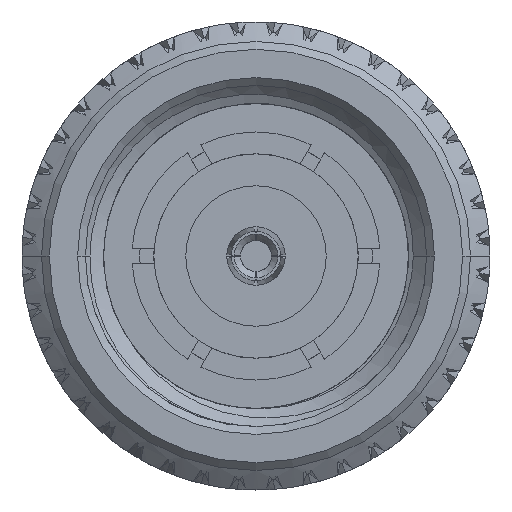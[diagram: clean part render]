
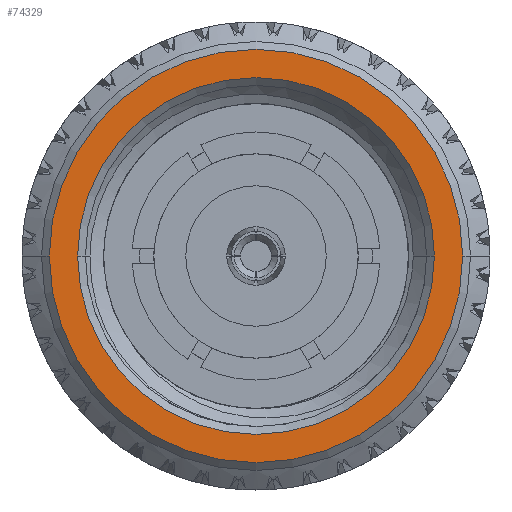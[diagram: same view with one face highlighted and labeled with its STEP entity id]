
A CAD part, left-side view. The second image highlights one B-rep face of the part: STEP entity #74329.
In plain terms, the highlighted planar face has unit normal (-1, 0, 0).
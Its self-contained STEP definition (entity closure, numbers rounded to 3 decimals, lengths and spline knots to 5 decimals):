
#95 = DIRECTION ( 'NONE',  ( 0., 1., 0. ) ) ;
#834 = CARTESIAN_POINT ( 'NONE',  ( 0., -0.265, 0. ) ) ;
#7187 = DIRECTION ( 'NONE',  ( -1., 0., 0. ) ) ;
#7490 = CARTESIAN_POINT ( 'NONE',  ( 0., 0., 0. ) ) ;
#8007 = DIRECTION ( 'NONE',  ( -1., 0., 0. ) ) ;
#10361 = VERTEX_POINT ( 'NONE', #95649 ) ;
#10405 = CARTESIAN_POINT ( 'NONE',  ( 0., 0.275, 0. ) ) ;
#10902 = AXIS2_PLACEMENT_3D ( 'NONE', #73344, #7187, #22950 ) ;
#12011 = EDGE_CURVE ( 'NONE', #35656, #10361, #31949, .T. ) ;
#12716 = ORIENTED_EDGE ( 'NONE', *, *, #81673, .T. ) ;
#12825 = AXIS2_PLACEMENT_3D ( 'NONE', #7490, #8007, #98097 ) ;
#14870 = CARTESIAN_POINT ( 'NONE',  ( 0., 0., 0. ) ) ;
#16283 = VERTEX_POINT ( 'NONE', #834 ) ;
#18064 = ORIENTED_EDGE ( 'NONE', *, *, #98758, .T. ) ;
#22950 = DIRECTION ( 'NONE',  ( 0., 1., 0. ) ) ;
#26699 = PLANE ( 'NONE',  #45560 ) ;
#31806 = AXIS2_PLACEMENT_3D ( 'NONE', #14870, #91285, #97860 ) ;
#31949 = CIRCLE ( 'NONE', #56158, 0.22875 ) ;
#33261 = VERTEX_POINT ( 'NONE', #37203 ) ;
#34287 = FACE_BOUND ( 'NONE', #68478, .T. ) ;
#35656 = VERTEX_POINT ( 'NONE', #106061 ) ;
#37203 = CARTESIAN_POINT ( 'NONE',  ( 0., 0.265, 0. ) ) ;
#40609 = ORIENTED_EDGE ( 'NONE', *, *, #12011, .T. ) ;
#45560 = AXIS2_PLACEMENT_3D ( 'NONE', #10405, #49485, #95 ) ;
#49485 = DIRECTION ( 'NONE',  ( 1., 0., 0. ) ) ;
#50539 = FACE_OUTER_BOUND ( 'NONE', #59335, .T. ) ;
#56158 = AXIS2_PLACEMENT_3D ( 'NONE', #59881, #92977, #84270 ) ;
#57662 = CIRCLE ( 'NONE', #10902, 0.265 ) ;
#59335 = EDGE_LOOP ( 'NONE', ( #67931, #18064 ) ) ;
#59881 = CARTESIAN_POINT ( 'NONE',  ( 0., 0., 0. ) ) ;
#67931 = ORIENTED_EDGE ( 'NONE', *, *, #84718, .T. ) ;
#68478 = EDGE_LOOP ( 'NONE', ( #12716, #40609 ) ) ;
#71629 = CIRCLE ( 'NONE', #12825, 0.265 ) ;
#73344 = CARTESIAN_POINT ( 'NONE',  ( 0., 0., 0. ) ) ;
#74329 = ADVANCED_FACE ( 'NONE', ( #50539, #34287 ), #26699, .F. ) ;
#81673 = EDGE_CURVE ( 'NONE', #10361, #35656, #94118, .T. ) ;
#84270 = DIRECTION ( 'NONE',  ( 0., 1., 0. ) ) ;
#84718 = EDGE_CURVE ( 'NONE', #33261, #16283, #71629, .T. ) ;
#91285 = DIRECTION ( 'NONE',  ( 1., 0., 0. ) ) ;
#92977 = DIRECTION ( 'NONE',  ( 1., 0., 0. ) ) ;
#94118 = CIRCLE ( 'NONE', #31806, 0.22875 ) ;
#95649 = CARTESIAN_POINT ( 'NONE',  ( 0., -0.22875, 0. ) ) ;
#97860 = DIRECTION ( 'NONE',  ( 0., 1., 0. ) ) ;
#98097 = DIRECTION ( 'NONE',  ( 0., 1., 0. ) ) ;
#98758 = EDGE_CURVE ( 'NONE', #16283, #33261, #57662, .T. ) ;
#106061 = CARTESIAN_POINT ( 'NONE',  ( 0., 0.22875, 0. ) ) ;
